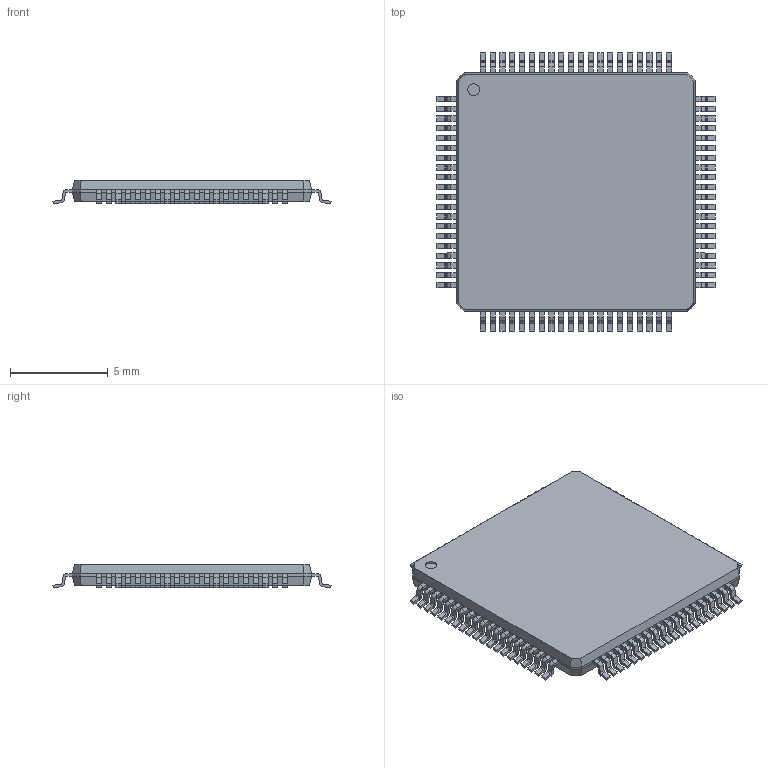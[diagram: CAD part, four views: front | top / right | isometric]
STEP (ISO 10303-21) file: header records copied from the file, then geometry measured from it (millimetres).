
FILE_DESCRIPTION((''),'2;1');
FILE_NAME('QFP50P1400X1400X120-81N-S750.stp','2015-01-22T13:49:46',(''),(''),'Mechanical Desktop 2011','Mechanical Desktop 2011',', , ');
FILE_SCHEMA(('AUTOMOTIVE_DESIGN { 1 2 10303 214 1 1 1 1 }'));
Length unit declared in the file: millimetre
Products named in the file (1): Product
Bounding box: 14.2 x 14.2 x 1.2 mm (x, y, z)
Volume: 170.5 mm3; surface area: 550.2 mm2
Topology: 82 solids, 82 shells, 1155 faces, 2954 edges, 1964 vertices
Faces by surface type: bspline 560, plane 433, cylinder 162
Entity records: 36875 total; most frequent: CARTESIAN_POINT 9994, ORIENTED_EDGE 5908, DIRECTION 4790, EDGE_CURVE 2954, VECTOR 2310, LINE 2310, VERTEX_POINT 1964, AXIS2_PLACEMENT_3D 1240
